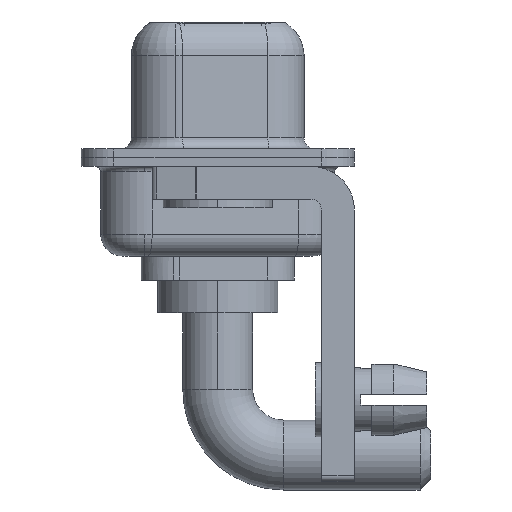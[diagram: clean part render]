
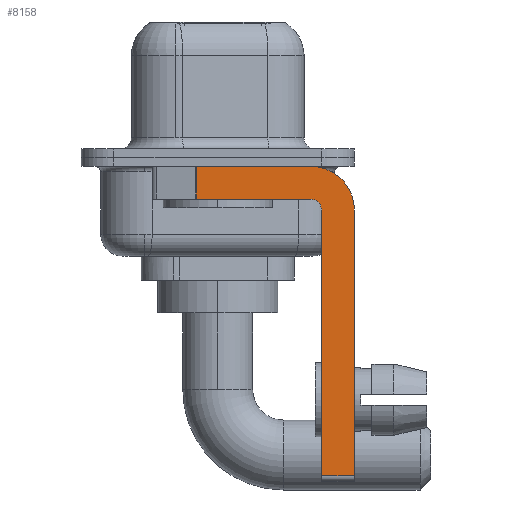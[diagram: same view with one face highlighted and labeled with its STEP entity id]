
A CAD part, left-side view. The second image highlights one B-rep face of the part: STEP entity #8158.
In plain terms, the highlighted planar face has unit normal (-1, 0, 0).
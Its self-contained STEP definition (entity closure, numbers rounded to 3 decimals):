
#438 = CARTESIAN_POINT ( 'NONE',  ( -2.9, -4.25, -2.4 ) ) ;
#664 = DIRECTION ( 'NONE',  ( 0., -1., 0. ) ) ;
#841 = CARTESIAN_POINT ( 'NONE',  ( -2.9, -4.25, -1.9 ) ) ;
#970 = ORIENTED_EDGE ( 'NONE', *, *, #3509, .F. ) ;
#973 = CARTESIAN_POINT ( 'NONE',  ( -2.9, -4.25, -1.9 ) ) ;
#1053 = VECTOR ( 'NONE', #12645, 1000. ) ;
#1124 = DIRECTION ( 'NONE',  ( 0., 0., -1. ) ) ;
#1567 = AXIS2_PLACEMENT_3D ( 'NONE', #438, #14059, #2926 ) ;
#1640 = DIRECTION ( 'NONE',  ( 0., 0., -1. ) ) ;
#1686 = DIRECTION ( 'NONE',  ( 0., 0., 1. ) ) ;
#2071 = EDGE_CURVE ( 'NONE', #11101, #8945, #9427, .T. ) ;
#2186 = CARTESIAN_POINT ( 'NONE',  ( -2.9, -6.25, -2.4 ) ) ;
#2257 = CARTESIAN_POINT ( 'NONE',  ( -2.9, 0.978, -1.9 ) ) ;
#2399 = DIRECTION ( 'NONE',  ( 0., 0., -1. ) ) ;
#2414 = EDGE_CURVE ( 'NONE', #13769, #8969, #8196, .T. ) ;
#2474 = LINE ( 'NONE', #2257, #8280 ) ;
#2814 = ORIENTED_EDGE ( 'NONE', *, *, #5747, .F. ) ;
#2926 = DIRECTION ( 'NONE',  ( 0., 0., -1. ) ) ;
#3447 = VERTEX_POINT ( 'NONE', #9542 ) ;
#3504 = LINE ( 'NONE', #6890, #1053 ) ;
#3509 = EDGE_CURVE ( 'NONE', #6531, #14275, #11453, .T. ) ;
#3985 = CARTESIAN_POINT ( 'NONE',  ( -2.9, -4.25, -2.4 ) ) ;
#4039 = CARTESIAN_POINT ( 'NONE',  ( -2.9, -6.25, -14.55 ) ) ;
#4927 = EDGE_CURVE ( 'NONE', #6531, #8969, #3504, .T. ) ;
#5313 = EDGE_CURVE ( 'NONE', #6778, #3447, #10939, .T. ) ;
#5355 = DIRECTION ( 'NONE',  ( 0., 1., 0. ) ) ;
#5747 = EDGE_CURVE ( 'NONE', #14275, #6778, #8138, .T. ) ;
#5775 = CARTESIAN_POINT ( 'NONE',  ( -2.9, -4.25, -2.4 ) ) ;
#5860 = DIRECTION ( 'NONE',  ( 0., 0., 1. ) ) ;
#6238 = VECTOR ( 'NONE', #664, 1000. ) ;
#6363 = ORIENTED_EDGE ( 'NONE', *, *, #2414, .F. ) ;
#6531 = VERTEX_POINT ( 'NONE', #13656 ) ;
#6647 = DIRECTION ( 'NONE',  ( 1., 0., 0. ) ) ;
#6717 = PLANE ( 'NONE',  #12213 ) ;
#6778 = VERTEX_POINT ( 'NONE', #973 ) ;
#6890 = CARTESIAN_POINT ( 'NONE',  ( -2.9, -4.25, -14.55 ) ) ;
#7349 = CARTESIAN_POINT ( 'NONE',  ( -2.9, 3., -0.4 ) ) ;
#7631 = VECTOR ( 'NONE', #5355, 1000. ) ;
#8120 = CARTESIAN_POINT ( 'NONE',  ( -2.9, -6.25, -2.4 ) ) ;
#8138 = CIRCLE ( 'NONE', #14498, 0.5 ) ;
#8158 = ADVANCED_FACE ( 'NONE', ( #14533 ), #6717, .F. ) ;
#8196 = LINE ( 'NONE', #8120, #14523 ) ;
#8280 = VECTOR ( 'NONE', #2399, 1000. ) ;
#8655 = CARTESIAN_POINT ( 'NONE',  ( -2.9, -4.75, -2.4 ) ) ;
#8712 = ORIENTED_EDGE ( 'NONE', *, *, #4927, .T. ) ;
#8844 = EDGE_CURVE ( 'NONE', #8945, #13769, #11909, .T. ) ;
#8945 = VERTEX_POINT ( 'NONE', #9646 ) ;
#8969 = VERTEX_POINT ( 'NONE', #4039 ) ;
#9236 = CARTESIAN_POINT ( 'NONE',  ( -2.9, -4.75, -14.8 ) ) ;
#9427 = LINE ( 'NONE', #7349, #6238 ) ;
#9500 = ORIENTED_EDGE ( 'NONE', *, *, #11608, .T. ) ;
#9542 = CARTESIAN_POINT ( 'NONE',  ( -2.9, 0.978, -1.9 ) ) ;
#9646 = CARTESIAN_POINT ( 'NONE',  ( -2.9, -4.25, -0.4 ) ) ;
#10386 = EDGE_LOOP ( 'NONE', ( #11641, #9500, #10609, #2814, #970, #8712, #6363, #12355 ) ) ;
#10609 = ORIENTED_EDGE ( 'NONE', *, *, #5313, .F. ) ;
#10611 = DIRECTION ( 'NONE',  ( -1., 0., 0. ) ) ;
#10812 = VECTOR ( 'NONE', #5860, 1000. ) ;
#10939 = LINE ( 'NONE', #841, #7631 ) ;
#11101 = VERTEX_POINT ( 'NONE', #12439 ) ;
#11453 = LINE ( 'NONE', #9236, #10812 ) ;
#11608 = EDGE_CURVE ( 'NONE', #11101, #3447, #2474, .T. ) ;
#11641 = ORIENTED_EDGE ( 'NONE', *, *, #2071, .F. ) ;
#11909 = CIRCLE ( 'NONE', #1567, 2. ) ;
#12213 = AXIS2_PLACEMENT_3D ( 'NONE', #5775, #6647, #1124 ) ;
#12355 = ORIENTED_EDGE ( 'NONE', *, *, #8844, .F. ) ;
#12439 = CARTESIAN_POINT ( 'NONE',  ( -2.9, 0.978, -0.4 ) ) ;
#12645 = DIRECTION ( 'NONE',  ( 0., -1., 0. ) ) ;
#13656 = CARTESIAN_POINT ( 'NONE',  ( -2.9, -4.75, -14.55 ) ) ;
#13769 = VERTEX_POINT ( 'NONE', #2186 ) ;
#14059 = DIRECTION ( 'NONE',  ( 1., 0., 0. ) ) ;
#14275 = VERTEX_POINT ( 'NONE', #8655 ) ;
#14498 = AXIS2_PLACEMENT_3D ( 'NONE', #3985, #10611, #1686 ) ;
#14523 = VECTOR ( 'NONE', #1640, 1000. ) ;
#14533 = FACE_OUTER_BOUND ( 'NONE', #10386, .T. ) ;
